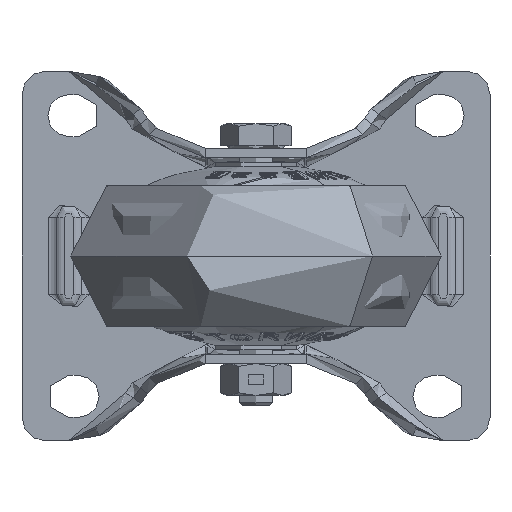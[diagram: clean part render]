
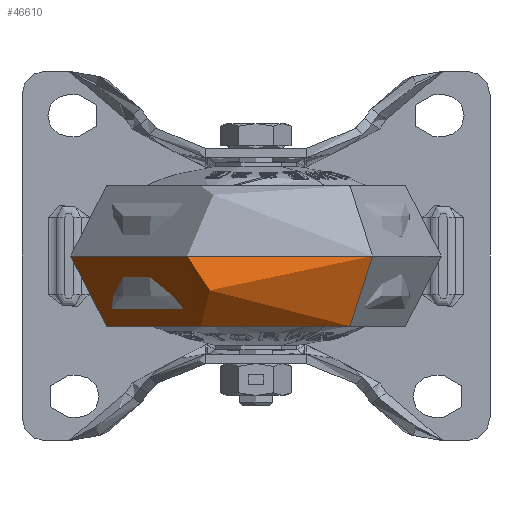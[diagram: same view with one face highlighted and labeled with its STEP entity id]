
A CAD part, front view. The second image highlights one B-rep face of the part: STEP entity #46610.
In plain terms, the highlighted free-form (B-spline) face has degree [3, 3] with [4, 4] control points.
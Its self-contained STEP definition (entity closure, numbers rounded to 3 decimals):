
#1914 = CARTESIAN_POINT ( 'NONE',  ( -3.778, -78.43, -8.787 ) ) ;
#2093 = CARTESIAN_POINT ( 'NONE',  ( 103.802, -85.254, -15. ) ) ;
#3134 = CARTESIAN_POINT ( 'NONE',  ( 63.689, -34.746, -15. ) ) ;
#4855 = VERTEX_POINT ( 'NONE', #19705 ) ;
#6467 = EDGE_CURVE ( 'NONE', #12642, #23797, #29302, .T. ) ;
#8503 = CIRCLE ( 'NONE', #31141, 40. ) ;
#8854 = CARTESIAN_POINT ( 'NONE',  ( 103.802, -85.254, -15. ) ) ;
#8883 = VERTEX_POINT ( 'NONE', #8854 ) ;
#9387 = EDGE_CURVE ( 'NONE', #12642, #4855, #8503, .T. ) ;
#10407 = CARTESIAN_POINT ( 'NONE',  ( 58.869, -28.677, 0. ) ) ;
#10665 = CARTESIAN_POINT ( 'NONE',  ( 108.622, -91.323, 0. ) ) ;
#12511 = EDGE_LOOP ( 'NONE', ( #51512, #34555, #13540, #33642 ) ) ;
#12642 = VERTEX_POINT ( 'NONE', #42624 ) ;
#12860 = CIRCLE ( 'NONE', #48845, 32.25 ) ;
#13540 = ORIENTED_EDGE ( 'NONE', *, *, #9387, .F. ) ;
#14687 = CARTESIAN_POINT ( 'NONE',  ( 108.622, -91.323, 0. ) ) ;
#15979 = CARTESIAN_POINT ( 'NONE',  ( 58.869, -28.677, -8.787 ) ) ;
#18020 = DIRECTION ( 'NONE',  ( -0.622, 0.783, 0. ) ) ;
#18819 = CARTESIAN_POINT ( 'NONE',  ( 108.622, -91.323, -8.787 ) ) ;
#19166 = CARTESIAN_POINT ( 'NONE',  ( 13.18, -74.859, -15. ) ) ;
#19705 = CARTESIAN_POINT ( 'NONE',  ( 108.622, -91.323, 0. ) ) ;
#22425 =( BOUNDED_CURVE ( )  B_SPLINE_CURVE ( 3, ( #2093, #43820, #18819, #14687 ),
 .UNSPECIFIED., .F., .F. ) 
 B_SPLINE_CURVE_WITH_KNOTS ( ( 4, 4 ),
 ( 3.142, 4.712 ),
 .UNSPECIFIED. ) 
 CURVE ( )  GEOMETRIC_REPRESENTATION_ITEM ( )  RATIONAL_B_SPLINE_CURVE ( ( 1., 0.805, 0.805, 1. ) ) 
 REPRESENTATION_ITEM ( '' )  );
#23512 = CARTESIAN_POINT ( 'NONE',  ( 45.976, -141.077, 0. ) ) ;
#23697 = EDGE_CURVE ( 'NONE', #23797, #8883, #12860, .T. ) ;
#23797 = VERTEX_POINT ( 'NONE', #33916 ) ;
#23902 = CARTESIAN_POINT ( 'NONE',  ( 60.865, -31.191, -15. ) ) ;
#24320 = CARTESIAN_POINT ( 'NONE',  ( 83.745, -60., 0. ) ) ;
#26830 = CARTESIAN_POINT ( 'NONE',  ( 106.626, -88.809, -15. ) ) ;
#27101 = CARTESIAN_POINT ( 'NONE',  ( 53.294, -125.368, -15. ) ) ;
#29302 =( BOUNDED_CURVE ( )  B_SPLINE_CURVE ( 3, ( #53895, #15979, #23902, #3134 ),
 .UNSPECIFIED., .F., .F. ) 
 B_SPLINE_CURVE_WITH_KNOTS ( ( 4, 4 ),
 ( 1.571, 3.142 ),
 .UNSPECIFIED. ) 
 CURVE ( )  GEOMETRIC_REPRESENTATION_ITEM ( )  RATIONAL_B_SPLINE_CURVE ( ( 1., 0.805, 0.805, 1. ) ) 
 REPRESENTATION_ITEM ( '' )  );
#31141 = AXIS2_PLACEMENT_3D ( 'NONE', #24320, #50734, #18020 ) ;
#33642 = ORIENTED_EDGE ( 'NONE', *, *, #6467, .T. ) ;
#33916 = CARTESIAN_POINT ( 'NONE',  ( 63.689, -34.746, -15. ) ) ;
#34555 = ORIENTED_EDGE ( 'NONE', *, *, #40865, .T. ) ;
#35886 = CARTESIAN_POINT ( 'NONE',  ( 45.976, -141.077, -8.787 ) ) ;
#36157 = CARTESIAN_POINT ( 'NONE',  ( 108.622, -91.323, -8.787 ) ) ;
#39258 =( BOUNDED_SURFACE ( )  B_SPLINE_SURFACE ( 3, 3, ( 
 ( #10665, #23512, #52157, #10407 ),
 ( #36157, #35886, #1914, #40034 ),
 ( #26830, #43899, #48561, #40588 ),
 ( #48295, #27101, #19166, #52673 ) ),
 .UNSPECIFIED., .F., .F., .F. ) 
 B_SPLINE_SURFACE_WITH_KNOTS ( ( 4, 4 ),
 ( 4, 4 ),
 ( 0., 1. ),
 ( 0., 1. ),
 .UNSPECIFIED. ) 
 GEOMETRIC_REPRESENTATION_ITEM ( )  RATIONAL_B_SPLINE_SURFACE ( (
 ( 1., 0.333, 0.333, 1.),
 ( 0.805, 0.268, 0.268, 0.805),
 ( 0.805, 0.268, 0.268, 0.805),
 ( 1., 0.333, 0.333, 1.) ) ) 
 REPRESENTATION_ITEM ( '' )  SURFACE ( )  );
#40020 = DIRECTION ( 'NONE',  ( 0.622, -0.783, 0. ) ) ;
#40034 = CARTESIAN_POINT ( 'NONE',  ( 58.869, -28.677, -8.787 ) ) ;
#40588 = CARTESIAN_POINT ( 'NONE',  ( 60.865, -31.191, -15. ) ) ;
#40865 = EDGE_CURVE ( 'NONE', #8883, #4855, #22425, .T. ) ;
#42624 = CARTESIAN_POINT ( 'NONE',  ( 58.869, -28.677, 0. ) ) ;
#43820 = CARTESIAN_POINT ( 'NONE',  ( 106.626, -88.809, -15. ) ) ;
#43899 = CARTESIAN_POINT ( 'NONE',  ( 49.007, -134.57, -15. ) ) ;
#46610 = ADVANCED_FACE ( 'NONE', ( #48838 ), #39258, .F. ) ;
#48284 = CARTESIAN_POINT ( 'NONE',  ( 83.745, -60., -15. ) ) ;
#48295 = CARTESIAN_POINT ( 'NONE',  ( 103.802, -85.254, -15. ) ) ;
#48561 = CARTESIAN_POINT ( 'NONE',  ( 3.246, -76.951, -15. ) ) ;
#48838 = FACE_OUTER_BOUND ( 'NONE', #12511, .T. ) ;
#48845 = AXIS2_PLACEMENT_3D ( 'NONE', #48284, #52928, #40020 ) ;
#50734 = DIRECTION ( 'NONE',  ( 0., 0., 1. ) ) ;
#51512 = ORIENTED_EDGE ( 'NONE', *, *, #23697, .T. ) ;
#52157 = CARTESIAN_POINT ( 'NONE',  ( -3.778, -78.43, 0. ) ) ;
#52673 = CARTESIAN_POINT ( 'NONE',  ( 63.689, -34.746, -15. ) ) ;
#52928 = DIRECTION ( 'NONE',  ( 0., 0., 1. ) ) ;
#53895 = CARTESIAN_POINT ( 'NONE',  ( 58.869, -28.677, 0. ) ) ;
